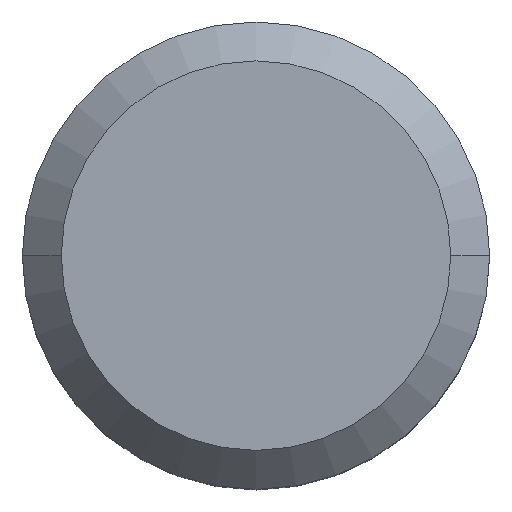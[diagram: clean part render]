
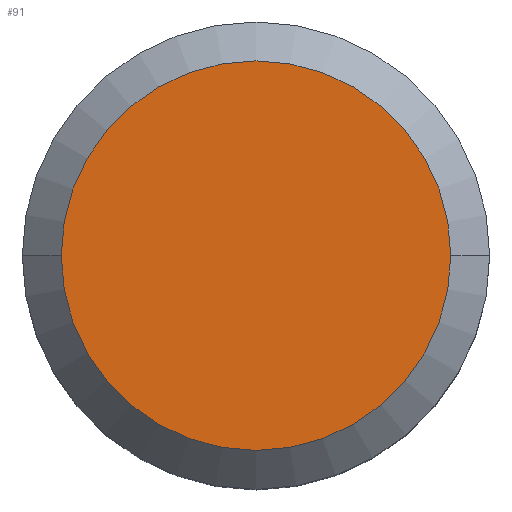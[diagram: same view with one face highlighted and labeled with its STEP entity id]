
A CAD part, top view. The second image highlights one B-rep face of the part: STEP entity #91.
In plain terms, the highlighted planar face has unit normal (0, 0, 1).
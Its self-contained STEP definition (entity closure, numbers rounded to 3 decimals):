
#91=ADVANCED_FACE('',(#199),#200,.T.);
#99=EDGE_CURVE('',#141,#123,#209,.T.);
#101=EDGE_CURVE('',#123,#141,#211,.T.);
#123=VERTEX_POINT('',#235);
#141=VERTEX_POINT('',#254);
#199=FACE_OUTER_BOUND('',#313,.T.);
#200=PLANE('',#314);
#209=CIRCLE('',#324,5.0);
#211=CIRCLE('',#327,5.0);
#235=CARTESIAN_POINT('',(-5.0,0.0,10.0));
#254=CARTESIAN_POINT('',(5.0,0.,10.0));
#313=EDGE_LOOP('',(#454,#455));
#314=AXIS2_PLACEMENT_3D('',#456,#457,#458);
#324=AXIS2_PLACEMENT_3D('',#467,#468,#469);
#327=AXIS2_PLACEMENT_3D('',#470,#471,#472);
#454=ORIENTED_EDGE('',*,*,#99,.F.);
#455=ORIENTED_EDGE('',*,*,#101,.F.);
#456=CARTESIAN_POINT('',(2.5,0.,10.0));
#457=DIRECTION('',(0.0,0.,1.0));
#458=DIRECTION('',(-1.0,0.0,0.0));
#467=CARTESIAN_POINT('',(0.0,0.,10.0));
#468=DIRECTION('',(0.0,0.,-1.0));
#469=DIRECTION('',(1.0,0.0,0.0));
#470=CARTESIAN_POINT('',(0.0,0.,10.0));
#471=DIRECTION('',(0.0,0.,-1.0));
#472=DIRECTION('',(1.0,0.0,0.0));
